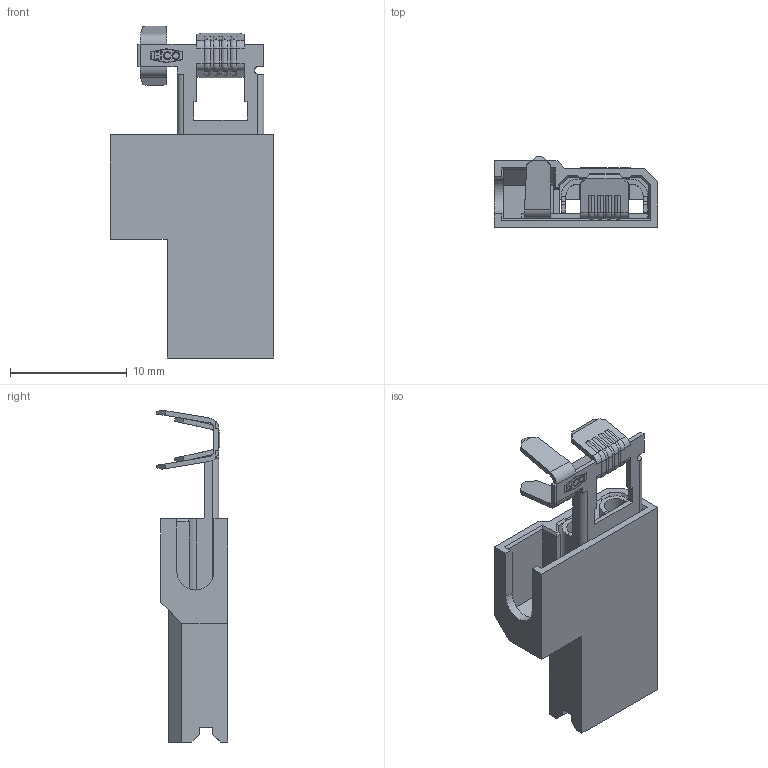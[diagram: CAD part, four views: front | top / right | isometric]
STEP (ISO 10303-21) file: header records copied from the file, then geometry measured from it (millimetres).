
FILE_DESCRIPTION (( 'STEP AP203' ), '1' );
FILE_NAME ('30146.STEP', '2015-02-23T20:28:40', ( '' ), ( '' ), 'SwSTEP 2.0', 'SolidWorks 2014', '' );
FILE_SCHEMA (( 'CONFIG_CONTROL_DESIGN' ));
Length unit declared in the file: inch
Products named in the file (3): F28; df224; 30146
Assembly tree (2 placements, depth 2):
  30146
    F28
    df224
Bounding box: 14.02 x 6.1 x 28.42 mm (x, y, z)
Volume: 548.6 mm3; surface area: 1785 mm2
Topology: 2 solids, 2 shells, 531 faces, 1348 edges, 820 vertices
Faces by surface type: plane 322, cylinder 116, bspline 49, cone 20, sphere 16, torus 8
Entity records: 18565 total; most frequent: CARTESIAN_POINT 5863, ORIENTED_EDGE 2672, DIRECTION 2424, EDGE_CURVE 1336, LINE 978, VECTOR 978, VERTEX_POINT 820, AXIS2_PLACEMENT_3D 723
